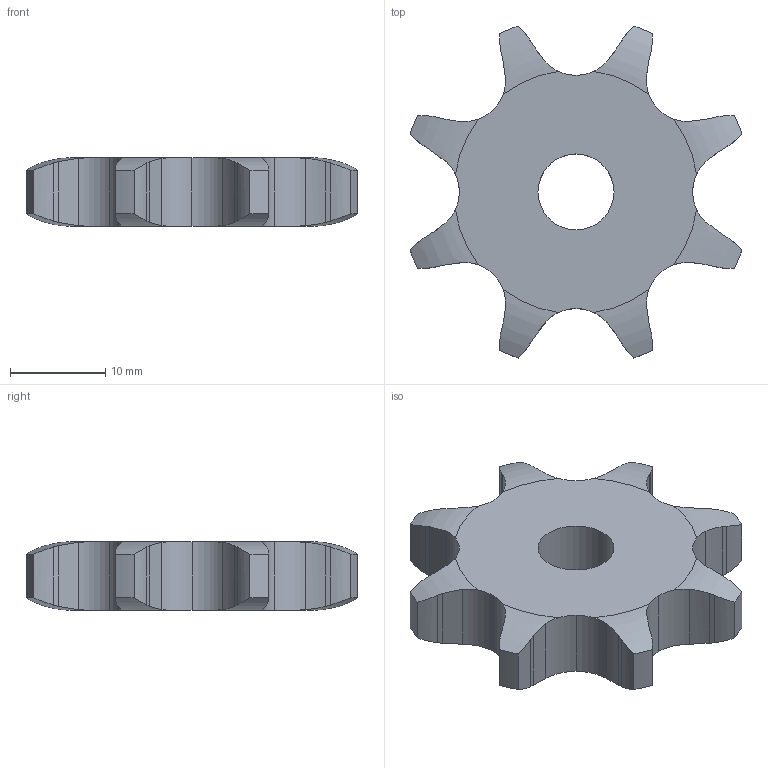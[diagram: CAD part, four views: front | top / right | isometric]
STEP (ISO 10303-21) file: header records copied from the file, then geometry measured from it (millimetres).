
FILE_DESCRIPTION(('FreeCAD Model'),'2;1');
FILE_NAME('Open CASCADE Shape Model','2022-02-27T08:35:28',('FreeCAD'),( 'FreeCAD'),'Open CASCADE STEP processor 7.5','FreeCAD','Unknown');
FILE_SCHEMA(('AUTOMOTIVE_DESIGN { 1 0 10303 214 1 1 1 1 }'));
Length unit declared in the file: millimetre
Products named in the file (1): Open CASCADE STEP translator 7.5 1
Bounding box: 34.94 x 34.94 x 7.2 mm (x, y, z)
Volume: 4421.2 mm3; surface area: 2409.7 mm2
Topology: 1 solids, 1 shells, 91 faces, 267 edges, 178 vertices
Faces by surface type: cylinder 57, plane 18, revolution 16
Full cylindrical faces by diameter (mm): 8 x1
Entity records: 8190 total; most frequent: CARTESIAN_POINT 3619, DIRECTION 633, ORIENTED_EDGE 534, PCURVE 534, DEFINITIONAL_REPRESENTATION 534, B_SPLINE_CURVE_WITH_KNOTS 384, LINE 301, VECTOR 301
